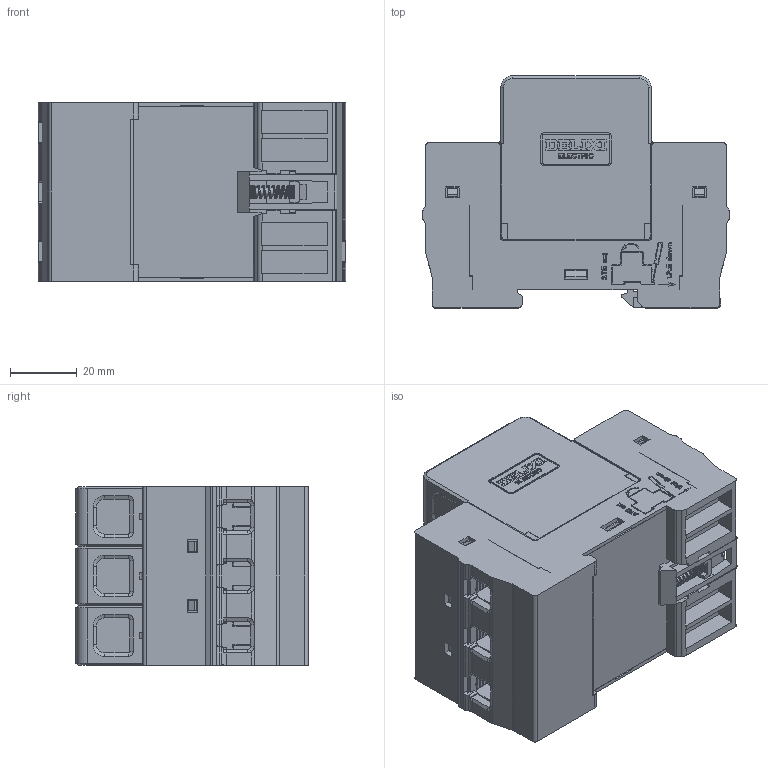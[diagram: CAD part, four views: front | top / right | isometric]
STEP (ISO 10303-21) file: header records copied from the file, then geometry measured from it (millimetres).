
FILE_DESCRIPTION((''),'2;1');
FILE_NAME('ASM0001_SW000001','2025-06-19T',('weiren.liu'),(''),'PRO/ENGINEER BY PARAMETRIC TECHNOLOGY CORPORATION, 2017170','PRO/ENGINEER BY PARAMETRIC TECHNOLOGY CORPORATION, 2017170','');
FILE_SCHEMA(('CONFIG_CONTROL_DESIGN'));
Products named in the file (1): ASM0001_SW000001
Bounding box: 92 x 69.5 x 53.6 mm (x, y, z)
Volume: 107528.2 mm3; surface area: 120288.2 mm2
Topology: 1 solids, 3 shells, 5178 faces, 14923 edges, 9750 vertices
Faces by surface type: plane 4429, cylinder 582, cone 72, torus 57, bspline 22, sphere 16
Entity records: 174898 total; most frequent: CARTESIAN_POINT 38117, ORIENTED_EDGE 29838, DIRECTION 26274, EDGE_CURVE 14919, VECTOR 13304, LINE 13304, VERTEX_POINT 9750, AXIS2_PLACEMENT_3D 6485
